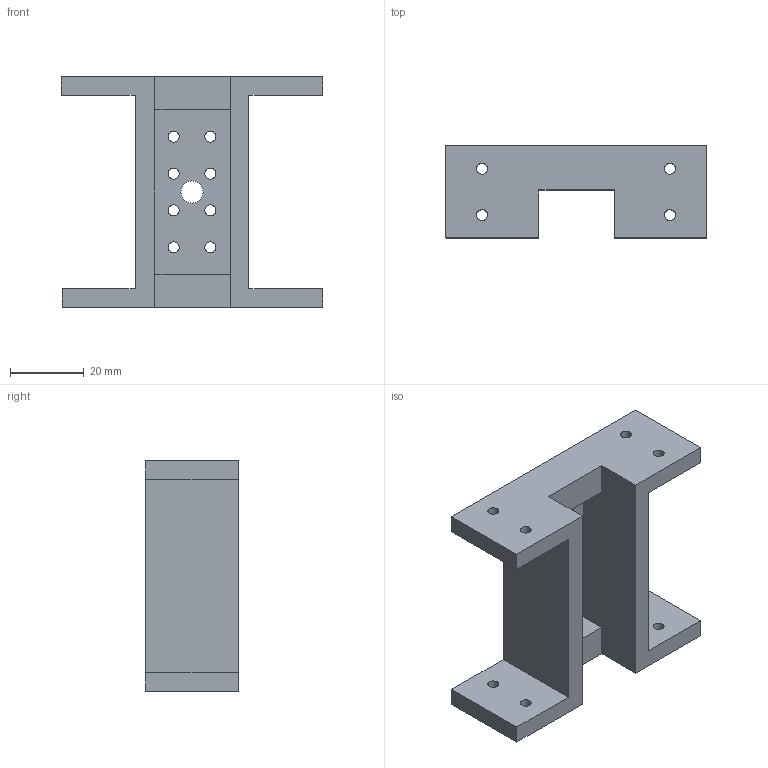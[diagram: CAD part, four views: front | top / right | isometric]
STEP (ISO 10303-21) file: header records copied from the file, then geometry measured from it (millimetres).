
FILE_DESCRIPTION(/* description */ (''),/* implementation_level */ '2;1');
FILE_NAME(/* name */ 'mount.step',/* time_stamp */ '2023-01-30T19:28:17+05:30',/* author */ (''),/* organization */ (''),/* preprocessor_version */ 'ST-DEVELOPER v19',/* originating_system */ 'Autodesk Translation Framework v11.7.0.108',/* authorisation */ '');
FILE_SCHEMA (('AUTOMOTIVE_DESIGN { 1 0 10303 214 3 1 1 }'));
Length unit declared in the file: millimetre
Products named in the file (1): spiderbot mound 59mm
Bounding box: 70.9 x 25 x 62.5 mm (x, y, z)
Volume: 34424.5 mm3; surface area: 15889.6 mm2
Topology: 1 solids, 1 shells, 39 faces, 111 edges, 74 vertices
Faces by surface type: plane 22, cylinder 17
Full cylindrical faces by diameter (mm): 3 x16, 6 x1
Entity records: 1380 total; most frequent: DIRECTION 225, CARTESIAN_POINT 225, ORIENTED_EDGE 222, EDGE_CURVE 111, LINE 77, VECTOR 77, VERTEX_POINT 74, AXIS2_PLACEMENT_3D 74
